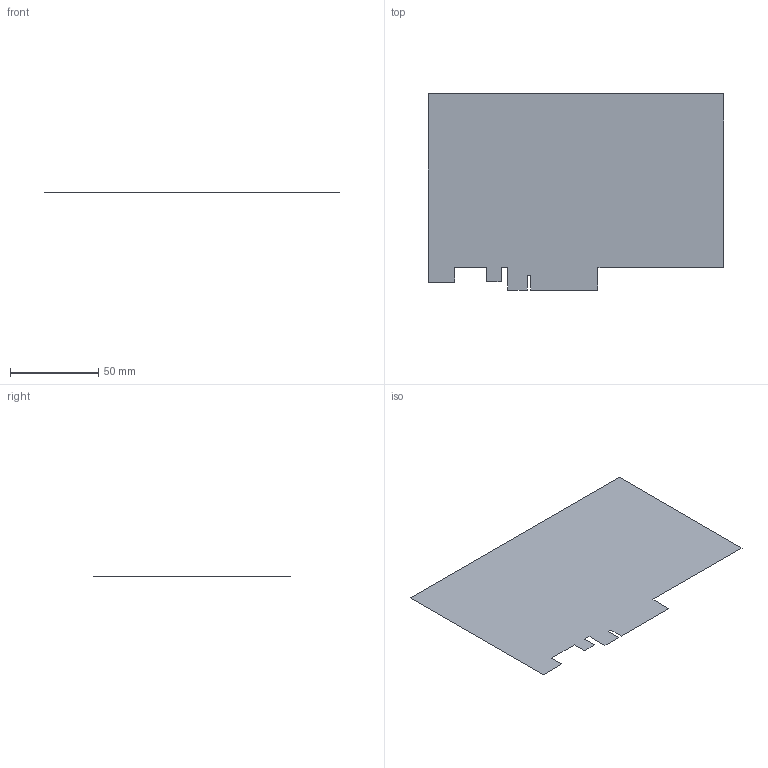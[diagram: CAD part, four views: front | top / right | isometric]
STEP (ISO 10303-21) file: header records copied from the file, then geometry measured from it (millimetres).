
FILE_DESCRIPTION(('STEP AP214'),'1');
FILE_NAME('PCB.stp','2020-04-15T19:07:54',('Cubit 17.1b'),(' '),'Spatial InterOp 3D',' ',' ');
FILE_SCHEMA(('AUTOMOTIVE_DESIGN { 1 0 10303 214 1 1 1 1 }'));
Length unit declared in the file: millimetre
Products named in the file (1): 1
Bounding box: 167.5 x 111.1 x 0 mm (x, y, z)
Surface area: 17298.4 mm2 (no closed solid volume)
Topology: 0 solids, 1 shells, 1 faces, 18 edges, 18 vertices
Faces by surface type: plane 1
Entity records: 192 total; most frequent: CARTESIAN_POINT 38, DIRECTION 22, ORIENTED_EDGE 18, EDGE_CURVE 18, VERTEX_POINT 18, LINE 18, VECTOR 18, STYLED_ITEM 2
